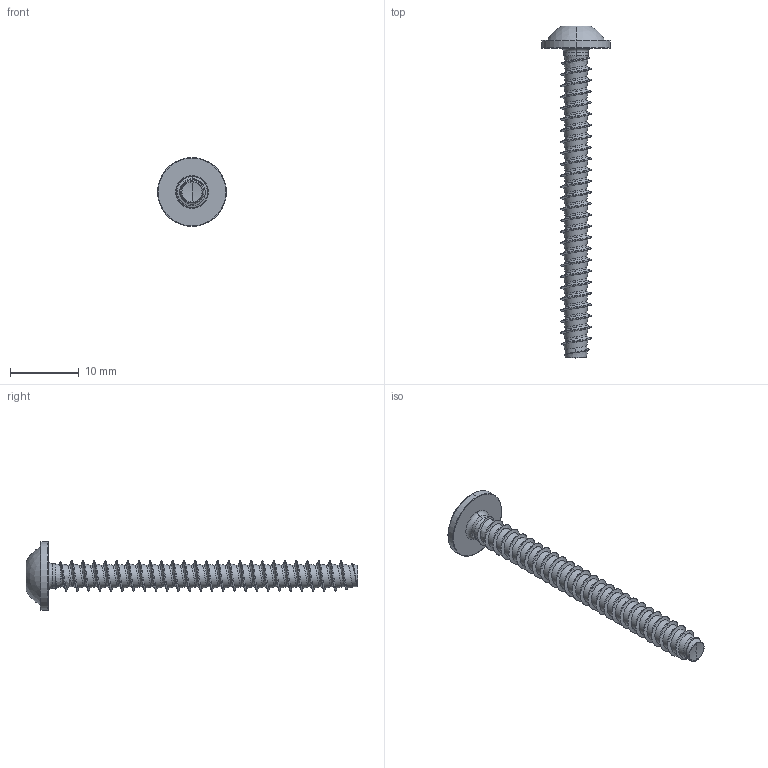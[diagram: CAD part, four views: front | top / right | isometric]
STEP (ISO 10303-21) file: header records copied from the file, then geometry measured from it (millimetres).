
FILE_DESCRIPTION (( 'STEP AP203' ), '1' );
FILE_NAME ('STP380450450.STEP', '2017-08-15T17:58:07', ( '' ), ( '' ), 'SwSTEP 2.0', 'SolidWorks 2015', '' );
FILE_SCHEMA (( 'CONFIG_CONTROL_DESIGN' ));
Products named in the file (1): STP380450450
Bounding box: 10 x 48.2 x 10 mm (x, y, z)
Volume: 564.9 mm3; surface area: 980 mm2
Topology: 1 solids, 1 shells, 138 faces, 359 edges, 224 vertices
Faces by surface type: cylinder 78, bspline 35, cone 10, torus 8, sphere 4, plane 3
Entity records: 37860 total; most frequent: CARTESIAN_POINT 34954, ORIENTED_EDGE 714, DIRECTION 432, EDGE_CURVE 357, VERTEX_POINT 224, AXIS2_PLACEMENT_3D 170, B_SPLINE_CURVE_WITH_KNOTS 145, EDGE_LOOP 141
